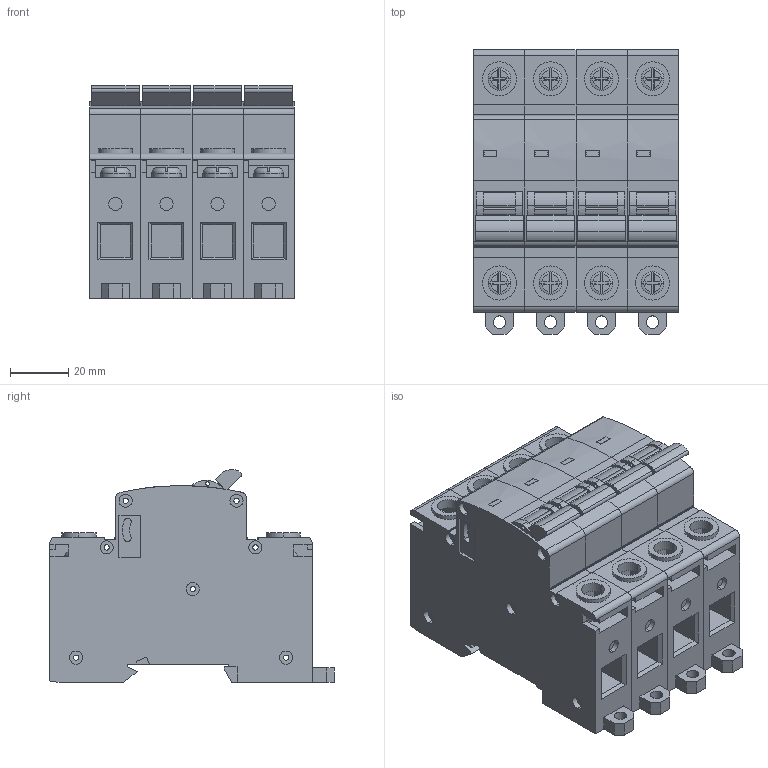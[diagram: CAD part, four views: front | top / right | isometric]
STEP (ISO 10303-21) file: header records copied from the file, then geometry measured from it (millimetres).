
FILE_DESCRIPTION (( 'STEP AP203' ), '1' );
FILE_NAME ('Âûêëþ÷àòåëü íàãðóçêè AVN 4P 100(125)A EKF AVERES (avn-4-100(125)-av).STEP', '2022-06-07T08:35:18', ( '' ), ( '' ), 'SwSTEP 2.0', 'SolidWorks 2021', '' );
FILE_SCHEMA (( 'CONFIG_CONTROL_DESIGN' ));
Length unit declared in the file: millimetre
Products named in the file (1): Âûêëþ÷àòåëü íàãðóçêè AVN 4P 100(125)A EKF AVERES (avn-4-100(125)-av)
Bounding box: 70 x 97.5 x 73 mm (x, y, z)
Volume: 324226.1 mm3; surface area: 85921.2 mm2
Topology: 4 solids, 4 shells, 1096 faces, 2856 edges, 1872 vertices
Faces by surface type: plane 740, cylinder 340, torus 16
Entity records: 34059 total; most frequent: CARTESIAN_POINT 6193, DIRECTION 5778, ORIENTED_EDGE 5712, EDGE_CURVE 2856, VECTOR 2032, LINE 2032, AXIS2_PLACEMENT_3D 1873, VERTEX_POINT 1872
